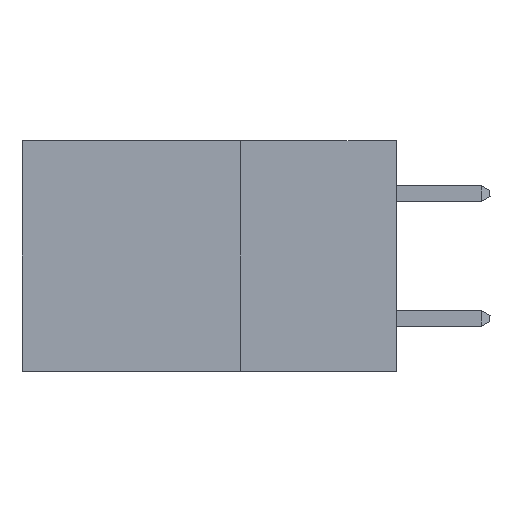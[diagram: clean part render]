
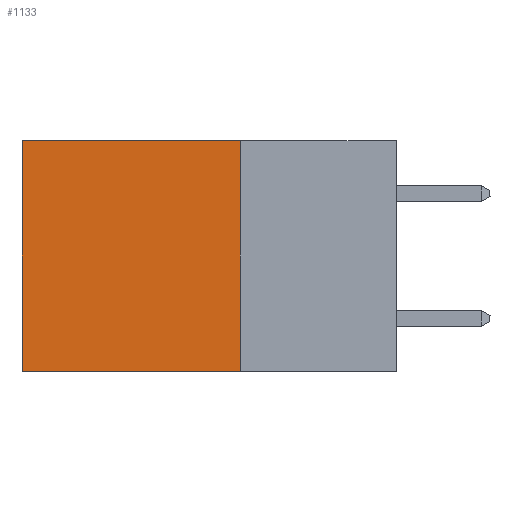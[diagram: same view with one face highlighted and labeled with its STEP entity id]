
A CAD part, left-side view. The second image highlights one B-rep face of the part: STEP entity #1133.
In plain terms, the highlighted planar face has unit normal (-1, 0, 0).
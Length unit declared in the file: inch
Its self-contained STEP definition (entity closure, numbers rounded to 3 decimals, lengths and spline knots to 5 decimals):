
#622 = CARTESIAN_POINT ( 'NONE',  ( 0.298, 0.6, 0. ) ) ;
#917 = EDGE_CURVE ( 'NONE', #3894, #1701, #8221, .T. ) ;
#1018 = FACE_OUTER_BOUND ( 'NONE', #7389, .T. ) ;
#1133 = ADVANCED_FACE ( 'NONE', ( #1018 ), #1739, .F. ) ;
#1200 = LINE ( 'NONE', #4706, #8967 ) ;
#1296 = EDGE_CURVE ( 'NONE', #4466, #3894, #1200, .T. ) ;
#1558 = CARTESIAN_POINT ( 'NONE',  ( 0.298, 0.25, 0. ) ) ;
#1660 = AXIS2_PLACEMENT_3D ( 'NONE', #8847, #8901, #10127 ) ;
#1701 = VERTEX_POINT ( 'NONE', #7010 ) ;
#1739 = PLANE ( 'NONE',  #1660 ) ;
#2943 = DIRECTION ( 'NONE',  ( 0., 0., -1. ) ) ;
#3894 = VERTEX_POINT ( 'NONE', #5413 ) ;
#4152 = EDGE_CURVE ( 'NONE', #4466, #11855, #13790, .T. ) ;
#4466 = VERTEX_POINT ( 'NONE', #1558 ) ;
#4706 = CARTESIAN_POINT ( 'NONE',  ( 0.298, 0.25, 0. ) ) ;
#4837 = ORIENTED_EDGE ( 'NONE', *, *, #917, .F. ) ;
#5105 = VECTOR ( 'NONE', #9363, 39.37008 ) ;
#5413 = CARTESIAN_POINT ( 'NONE',  ( 0.298, 0.25, -0.37 ) ) ;
#5782 = ORIENTED_EDGE ( 'NONE', *, *, #4152, .T. ) ;
#6999 = LINE ( 'NONE', #622, #14574 ) ;
#7010 = CARTESIAN_POINT ( 'NONE',  ( 0.298, 0.6, -0.37 ) ) ;
#7145 = CARTESIAN_POINT ( 'NONE',  ( 0.298, 0.25, 0. ) ) ;
#7389 = EDGE_LOOP ( 'NONE', ( #9553, #4837, #15076, #5782 ) ) ;
#8221 = LINE ( 'NONE', #11591, #10322 ) ;
#8847 = CARTESIAN_POINT ( 'NONE',  ( 0.298, 0.25, 0. ) ) ;
#8901 = DIRECTION ( 'NONE',  ( 1., 0., 0. ) ) ;
#8967 = VECTOR ( 'NONE', #14174, 39.37008 ) ;
#9363 = DIRECTION ( 'NONE',  ( 0., 1., 0. ) ) ;
#9553 = ORIENTED_EDGE ( 'NONE', *, *, #13558, .T. ) ;
#10127 = DIRECTION ( 'NONE',  ( 0., 0., -1. ) ) ;
#10266 = DIRECTION ( 'NONE',  ( 0., 1., 0. ) ) ;
#10322 = VECTOR ( 'NONE', #10266, 39.37008 ) ;
#11591 = CARTESIAN_POINT ( 'NONE',  ( 0.298, 0.25, -0.37 ) ) ;
#11855 = VERTEX_POINT ( 'NONE', #12871 ) ;
#12871 = CARTESIAN_POINT ( 'NONE',  ( 0.298, 0.6, 0. ) ) ;
#13558 = EDGE_CURVE ( 'NONE', #11855, #1701, #6999, .T. ) ;
#13790 = LINE ( 'NONE', #7145, #5105 ) ;
#14174 = DIRECTION ( 'NONE',  ( 0., 0., -1. ) ) ;
#14574 = VECTOR ( 'NONE', #2943, 39.37008 ) ;
#15076 = ORIENTED_EDGE ( 'NONE', *, *, #1296, .F. ) ;
